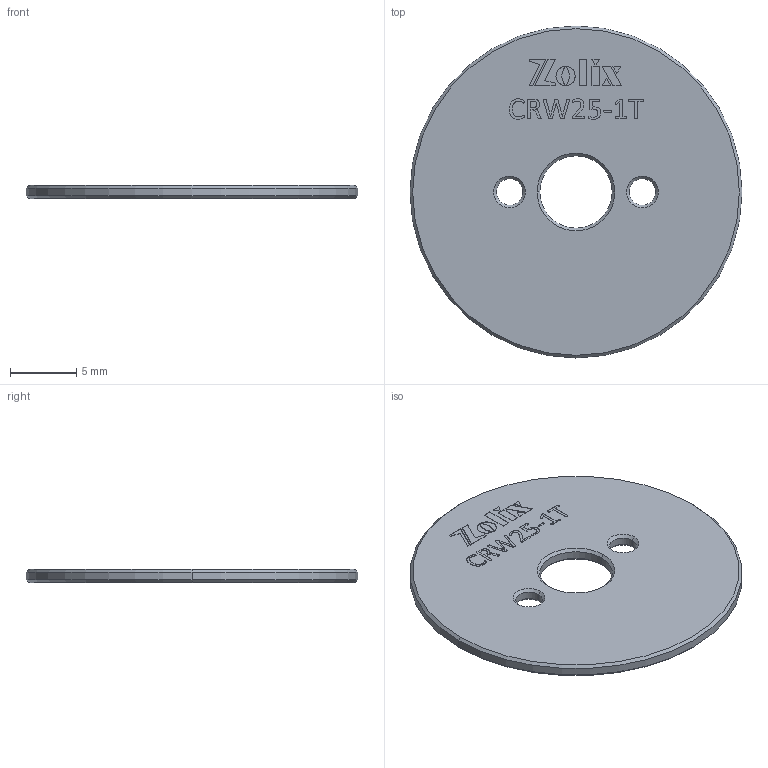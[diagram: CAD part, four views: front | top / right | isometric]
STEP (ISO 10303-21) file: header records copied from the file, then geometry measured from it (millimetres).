
FILE_DESCRIPTION (( 'STEP AP203' ), '1' );
FILE_NAME ('CRW25-1T.STEP', '2025-07-17T07:41:23', ( '' ), ( '' ), 'SwSTEP 2.0', 'SolidWorks 2020', '' );
FILE_SCHEMA (( 'CONFIG_CONTROL_DESIGN' ));
Length unit declared in the file: millimetre
Products named in the file (1): CRW25-1T
Bounding box: 25 x 25 x 1 mm (x, y, z)
Volume: 456.7 mm3; surface area: 1007.5 mm2
Topology: 1 solids, 1 shells, 326 faces, 899 edges, 594 vertices
Faces by surface type: plane 226, bspline 76, cone 16, cylinder 8
Entity records: 13440 total; most frequent: CARTESIAN_POINT 5536, ORIENTED_EDGE 1798, DIRECTION 1281, EDGE_CURVE 899, LINE 715, VECTOR 715, VERTEX_POINT 594, EDGE_LOOP 351
